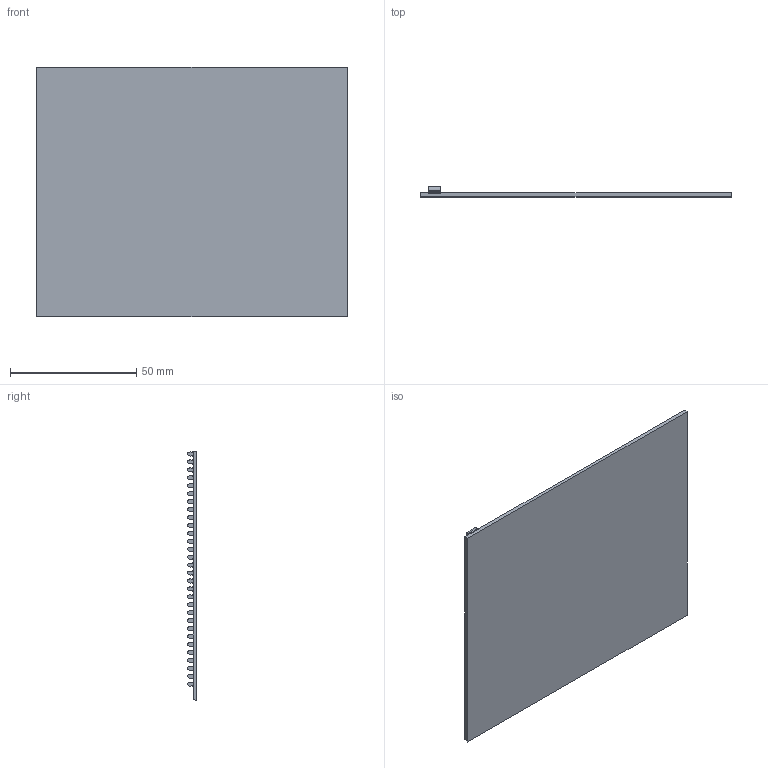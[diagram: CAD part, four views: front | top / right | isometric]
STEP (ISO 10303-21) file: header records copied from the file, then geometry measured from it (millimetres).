
FILE_DESCRIPTION(/* description */ (''),/* implementation_level */ '2;1');
FILE_NAME(/* name */ 'Door_full.step',/* time_stamp */ '2024-05-30T20:43:05+10:00',/* author */ (''),/* organization */ (''),/* preprocessor_version */ 'ST-DEVELOPER v20',/* originating_system */ 'Autodesk Translation Framework v13.14.0.145',/* authorisation */ '');
FILE_SCHEMA (('AUTOMOTIVE_DESIGN { 1 0 10303 214 3 1 1 }'));
Length unit declared in the file: millimetre
Products named in the file (1): Robo 2 Carrier
Bounding box: 123 x 3.81 x 98.73 mm (x, y, z)
Volume: 18635.5 mm3; surface area: 25646.8 mm2
Topology: 1 solids, 1 shells, 280 faces, 741 edges, 494 vertices
Faces by surface type: plane 129, cylinder 91, bspline 60
Entity records: 25039 total; most frequent: CARTESIAN_POINT 18406, ORIENTED_EDGE 1482, DIRECTION 1245, EDGE_CURVE 741, VERTEX_POINT 494, LINE 439, VECTOR 439, AXIS2_PLACEMENT_3D 403
